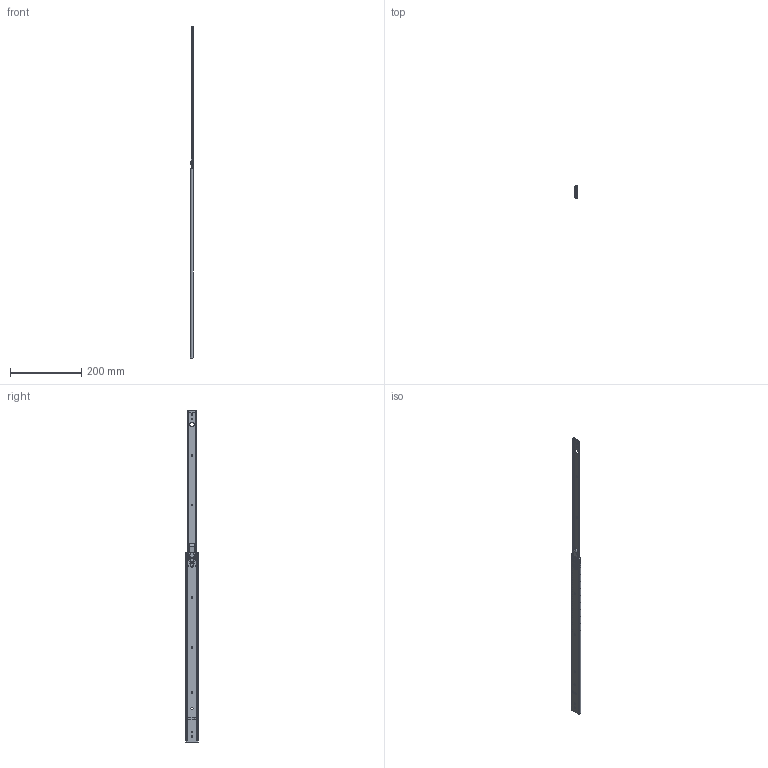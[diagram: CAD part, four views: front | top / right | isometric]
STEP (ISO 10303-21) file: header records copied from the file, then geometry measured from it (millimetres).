
FILE_DESCRIPTION(/* description */ ('Teilauszug Serie 016 533x400'),/* implementation_level */ '2;1');
FILE_NAME(/* name */ '07000053007.stp',/* time_stamp */ '2020-06-19T14:02:13+02:00',/* author */ ('Dennis Bruder'),/* organization */ (''),/* preprocessor_version */ 'ST-DEVELOPER v18',/* originating_system */ 'Autodesk Inventor 2020',/* authorisation */ '');
FILE_SCHEMA (('AUTOMOTIVE_DESIGN { 1 0 10303 214 3 1 1 }'));
Products named in the file (1): 07000053007
Bounding box: 9.5 x 35.2 x 932.5 mm (x, y, z)
Volume: 71898.5 mm3; surface area: 112679.1 mm2
Topology: 45 solids, 45 shells, 2591 faces, 7831 edges, 5049 vertices
Faces by surface type: plane 960, cylinder 626, bspline 503, cone 242, torus 208, sphere 52
Full cylindrical faces by diameter (mm): 4 x20, 4.9 x2, 5 x3, 6 x1, 12.7 x1
Entity records: 108816 total; most frequent: CARTESIAN_POINT 41387, ORIENTED_EDGE 15110, DIRECTION 11771, EDGE_CURVE 7555, VERTEX_POINT 4969, AXIS2_PLACEMENT_3D 4410, LINE 2951, VECTOR 2951
